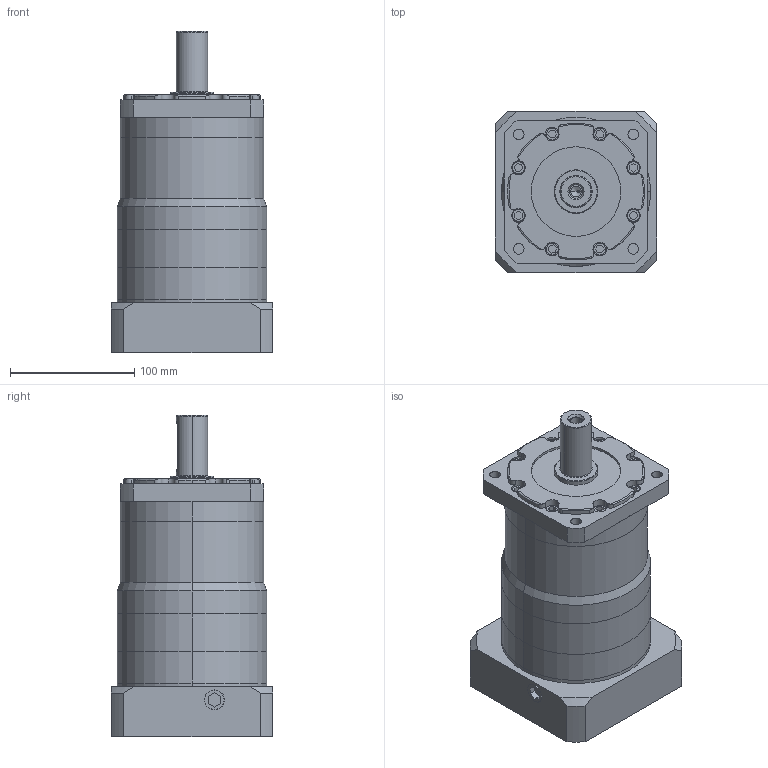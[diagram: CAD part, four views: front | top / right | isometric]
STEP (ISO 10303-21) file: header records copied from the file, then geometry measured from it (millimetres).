
FILE_DESCRIPTION (( 'STEP AP214' ), '1' );
FILE_NAME ('VGF115三级模型（24-55 110-5 4-9-145）.STEP', '2019-01-10T07:22:58', ( 'Windows' ), ( 'Microsoft' ), 'SwSTEP 2.0', 'SolidWorks 2016', '' );
FILE_SCHEMA (( 'AUTOMOTIVE_DESIGN' ));
Length unit declared in the file: millimetre
Products named in the file (1): VGF115三级模型（24-55 110-5 4-9-145）
Bounding box: 130 x 130 x 258 mm (x, y, z)
Volume: 2223024.8 mm3; surface area: 245425.8 mm2
Topology: 5 solids, 5 shells, 354 faces, 883 edges, 575 vertices
Faces by surface type: plane 167, cylinder 150, torus 19, cone 18
Entity records: 11088 total; most frequent: CARTESIAN_POINT 2212, DIRECTION 1894, ORIENTED_EDGE 1746, EDGE_CURVE 873, AXIS2_PLACEMENT_3D 707, VERTEX_POINT 575, VECTOR 480, LINE 480
